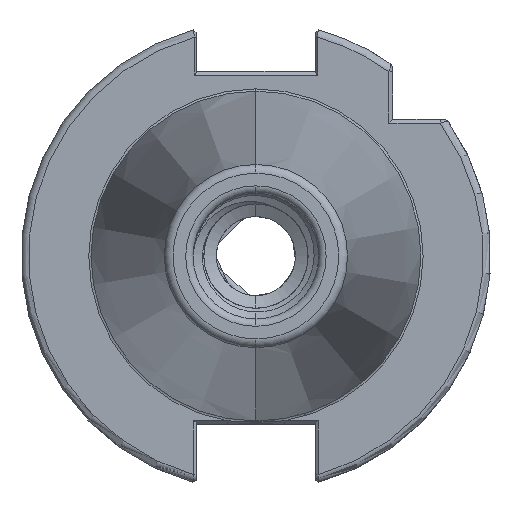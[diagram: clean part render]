
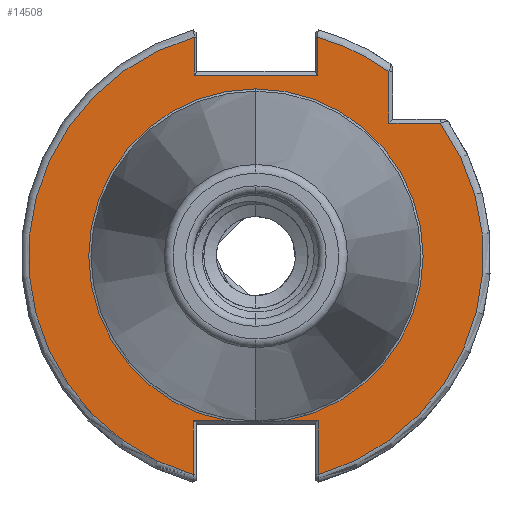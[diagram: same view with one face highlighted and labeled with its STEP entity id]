
A CAD part, left-side view. The second image highlights one B-rep face of the part: STEP entity #14508.
In plain terms, the highlighted planar face has unit normal (-1, 0, 0).
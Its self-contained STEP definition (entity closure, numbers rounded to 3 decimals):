
#146 = CARTESIAN_POINT ( 'NONE',  ( 0., 0., 0. ) ) ;
#154 = DIRECTION ( 'NONE',  ( 0., 0., -1. ) ) ;
#156 = DIRECTION ( 'NONE',  ( -1., 0., 0. ) ) ;
#157 = DIRECTION ( 'NONE',  ( 0., 0., -1. ) ) ;
#160 = CARTESIAN_POINT ( 'NONE',  ( 0., 0., 0. ) ) ;
#162 = DIRECTION ( 'NONE',  ( 0., 0., 1. ) ) ;
#168 = CARTESIAN_POINT ( 'NONE',  ( 0., 8.335, 29.704 ) ) ;
#183 = CARTESIAN_POINT ( 'NONE',  ( 0., 0., 0. ) ) ;
#184 = DIRECTION ( 'NONE',  ( 1., 0., 0. ) ) ;
#185 = DIRECTION ( 'NONE',  ( 0., 0., -1. ) ) ;
#187 = DIRECTION ( 'NONE',  ( -1., 0., 0. ) ) ;
#245 = DIRECTION ( 'NONE',  ( 0., 0., -1. ) ) ;
#251 = CARTESIAN_POINT ( 'NONE',  ( 0., -8.451, 0. ) ) ;
#253 = CARTESIAN_POINT ( 'NONE',  ( 0., -18., 24.594 ) ) ;
#282 = DIRECTION ( 'NONE',  ( 0., 0., 1. ) ) ;
#297 = DIRECTION ( 'NONE',  ( 0., 0., 1. ) ) ;
#298 = CARTESIAN_POINT ( 'NONE',  ( 0., 22.692, -22.3 ) ) ;
#300 = CARTESIAN_POINT ( 'NONE',  ( 0., 8.451, 0. ) ) ;
#337 = CARTESIAN_POINT ( 'NONE',  ( 0., 22.692, -22.3 ) ) ;
#339 = DIRECTION ( 'NONE',  ( 0., -1., 0. ) ) ;
#378 = DIRECTION ( 'NONE',  ( 0., -1., 0. ) ) ;
#390 = DIRECTION ( 'NONE',  ( 0., 1., 0. ) ) ;
#408 = CARTESIAN_POINT ( 'NONE',  ( 0., -18.5, 18. ) ) ;
#538 = DIRECTION ( 'NONE',  ( 0., 1., 0. ) ) ;
#543 = CARTESIAN_POINT ( 'NONE',  ( 0., 8.05, 24.5 ) ) ;
#639 = VERTEX_POINT ( 'NONE', #23024 ) ;
#667 = VERTEX_POINT ( 'NONE', #23060 ) ;
#791 = ORIENTED_EDGE ( 'NONE', *, *, #9584, .T. ) ;
#803 = ORIENTED_EDGE ( 'NONE', *, *, #9588, .T. ) ;
#820 = ORIENTED_EDGE ( 'NONE', *, *, #9579, .T. ) ;
#824 = ORIENTED_EDGE ( 'NONE', *, *, #9619, .T. ) ;
#826 = ORIENTED_EDGE ( 'NONE', *, *, #9602, .T. ) ;
#834 = ORIENTED_EDGE ( 'NONE', *, *, #3142, .T. ) ;
#836 = ORIENTED_EDGE ( 'NONE', *, *, #9601, .T. ) ;
#840 = ORIENTED_EDGE ( 'NONE', *, *, #11294, .T. ) ;
#852 = ORIENTED_EDGE ( 'NONE', *, *, #9613, .T. ) ;
#862 = ORIENTED_EDGE ( 'NONE', *, *, #9622, .T. ) ;
#872 = ORIENTED_EDGE ( 'NONE', *, *, #11243, .T. ) ;
#890 = ORIENTED_EDGE ( 'NONE', *, *, #9581, .T. ) ;
#892 = ORIENTED_EDGE ( 'NONE', *, *, #11263, .T. ) ;
#898 = ORIENTED_EDGE ( 'NONE', *, *, #11290, .T. ) ;
#3142 = EDGE_CURVE ( 'NONE', #667, #639, #19839, .T. ) ;
#3515 = AXIS2_PLACEMENT_3D ( 'NONE', #8628, #8591, #8617 ) ;
#3616 = AXIS2_PLACEMENT_3D ( 'NONE', #22730, #22743, #22699 ) ;
#3790 = AXIS2_PLACEMENT_3D ( 'NONE', #146, #156, #157 ) ;
#3800 = AXIS2_PLACEMENT_3D ( 'NONE', #183, #184, #185 ) ;
#3807 = AXIS2_PLACEMENT_3D ( 'NONE', #160, #187, #154 ) ;
#3826 = AXIS2_PLACEMENT_3D ( 'NONE', #13719, #13720, #13722 ) ;
#8591 = DIRECTION ( 'NONE',  ( 1., 0., 0. ) ) ;
#8617 = DIRECTION ( 'NONE',  ( 0., 0., -1. ) ) ;
#8624 = PLANE ( 'NONE',  #3515 ) ;
#8628 = CARTESIAN_POINT ( 'NONE',  ( 0., 22.692, 0. ) ) ;
#8981 = CARTESIAN_POINT ( 'NONE',  ( 0., -8.451, -29.592 ) ) ;
#8991 = CARTESIAN_POINT ( 'NONE',  ( 0., -8.451, -22.3 ) ) ;
#9015 = CARTESIAN_POINT ( 'NONE',  ( 0., -8.335, 24.5 ) ) ;
#9579 = EDGE_CURVE ( 'NONE', #20689, #20691, #19398, .T. ) ;
#9581 = EDGE_CURVE ( 'NONE', #20691, #20716, #19402, .T. ) ;
#9584 = EDGE_CURVE ( 'NONE', #18790, #20699, #19385, .T. ) ;
#9588 = EDGE_CURVE ( 'NONE', #20705, #667, #19396, .T. ) ;
#9601 = EDGE_CURVE ( 'NONE', #18789, #18790, #19401, .T. ) ;
#9602 = EDGE_CURVE ( 'NONE', #20712, #20693, #19414, .T. ) ;
#9613 = EDGE_CURVE ( 'NONE', #20716, #20695, #19406, .T. ) ;
#9619 = EDGE_CURVE ( 'NONE', #20695, #20705, #19389, .T. ) ;
#9622 = EDGE_CURVE ( 'NONE', #639, #18789, #19434, .T. ) ;
#11181 = CARTESIAN_POINT ( 'NONE',  ( 0., 8.451, -22.3 ) ) ;
#11201 = CARTESIAN_POINT ( 'NONE',  ( 0., 8.335, 24.5 ) ) ;
#11202 = CARTESIAN_POINT ( 'NONE',  ( 0., 8.451, -29.592 ) ) ;
#11203 = CARTESIAN_POINT ( 'NONE',  ( 0., 8.335, 29.625 ) ) ;
#11214 = CARTESIAN_POINT ( 'NONE',  ( 0., 3.833, -22.3 ) ) ;
#11223 = CARTESIAN_POINT ( 'NONE',  ( 0., -8.335, 29.625 ) ) ;
#11225 = CARTESIAN_POINT ( 'NONE',  ( 0., -18., 24.962 ) ) ;
#11235 = CARTESIAN_POINT ( 'NONE',  ( 0., -24.962, 18. ) ) ;
#11238 = CARTESIAN_POINT ( 'NONE',  ( 0., -18., 18. ) ) ;
#11243 = EDGE_CURVE ( 'NONE', #20699, #20712, #19392, .T. ) ;
#11263 = EDGE_CURVE ( 'NONE', #18799, #20689, #19468, .T. ) ;
#11290 = EDGE_CURVE ( 'NONE', #20693, #20698, #19441, .T. ) ;
#11294 = EDGE_CURVE ( 'NONE', #20698, #18799, #19449, .T. ) ;
#12598 = FACE_OUTER_BOUND ( 'NONE', #20265, .T. ) ;
#12834 = DIRECTION ( 'NONE',  ( 0., 0., -1. ) ) ;
#12891 = CARTESIAN_POINT ( 'NONE',  ( 0., -8.335, 25. ) ) ;
#13719 = CARTESIAN_POINT ( 'NONE',  ( 0., 0., 0. ) ) ;
#13720 = DIRECTION ( 'NONE',  ( -1., 0., 0. ) ) ;
#13722 = DIRECTION ( 'NONE',  ( 0., 0., -1. ) ) ;
#14508 = ADVANCED_FACE ( 'NONE', ( #12598 ), #8624, .F. ) ;
#18789 = VERTEX_POINT ( 'NONE', #8991 ) ;
#18790 = VERTEX_POINT ( 'NONE', #8981 ) ;
#18799 = VERTEX_POINT ( 'NONE', #9015 ) ;
#19385 = CIRCLE ( 'NONE', #3790, 30.775 ) ;
#19389 = LINE ( 'NONE', #298, #19416 ) ;
#19390 = VECTOR ( 'NONE', #282, 1000. ) ;
#19392 = LINE ( 'NONE', #408, #19420 ) ;
#19395 = VECTOR ( 'NONE', #162, 1000. ) ;
#19396 = CIRCLE ( 'NONE', #3800, 22.627 ) ;
#19398 = LINE ( 'NONE', #168, #19395 ) ;
#19401 = LINE ( 'NONE', #251, #19428 ) ;
#19402 = CIRCLE ( 'NONE', #3807, 30.775 ) ;
#19406 = LINE ( 'NONE', #300, #19432 ) ;
#19414 = LINE ( 'NONE', #253, #19390 ) ;
#19416 = VECTOR ( 'NONE', #339, 1000. ) ;
#19417 = VECTOR ( 'NONE', #378, 1000. ) ;
#19420 = VECTOR ( 'NONE', #390, 1000. ) ;
#19428 = VECTOR ( 'NONE', #245, 1000. ) ;
#19432 = VECTOR ( 'NONE', #297, 1000. ) ;
#19434 = LINE ( 'NONE', #337, #19417 ) ;
#19439 = VECTOR ( 'NONE', #538, 1000. ) ;
#19441 = CIRCLE ( 'NONE', #3826, 30.775 ) ;
#19449 = LINE ( 'NONE', #12891, #19465 ) ;
#19465 = VECTOR ( 'NONE', #12834, 1000. ) ;
#19468 = LINE ( 'NONE', #543, #19439 ) ;
#19839 = CIRCLE ( 'NONE', #3616, 22.627 ) ;
#20265 = EDGE_LOOP ( 'NONE', ( #872, #826, #898, #840, #892, #820, #890, #852, #824, #803, #834, #862, #836, #791 ) ) ;
#20689 = VERTEX_POINT ( 'NONE', #11201 ) ;
#20691 = VERTEX_POINT ( 'NONE', #11203 ) ;
#20693 = VERTEX_POINT ( 'NONE', #11225 ) ;
#20695 = VERTEX_POINT ( 'NONE', #11181 ) ;
#20698 = VERTEX_POINT ( 'NONE', #11223 ) ;
#20699 = VERTEX_POINT ( 'NONE', #11235 ) ;
#20705 = VERTEX_POINT ( 'NONE', #11214 ) ;
#20712 = VERTEX_POINT ( 'NONE', #11238 ) ;
#20716 = VERTEX_POINT ( 'NONE', #11202 ) ;
#22699 = DIRECTION ( 'NONE',  ( 0., 0., -1. ) ) ;
#22730 = CARTESIAN_POINT ( 'NONE',  ( 0., 0., 0. ) ) ;
#22743 = DIRECTION ( 'NONE',  ( 1., 0., 0. ) ) ;
#23024 = CARTESIAN_POINT ( 'NONE',  ( 0., -3.833, -22.3 ) ) ;
#23060 = CARTESIAN_POINT ( 'NONE',  ( 0., 0., 22.627 ) ) ;
